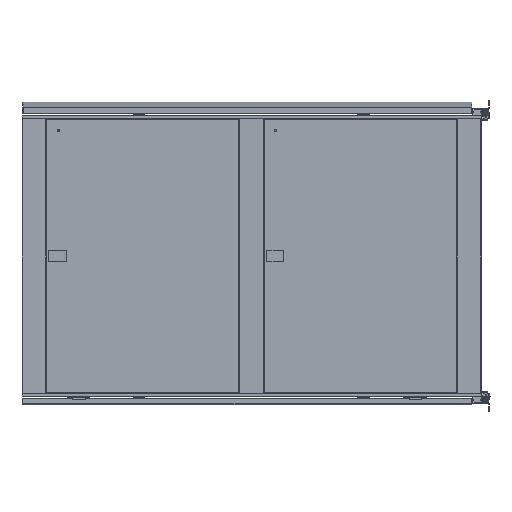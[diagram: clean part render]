
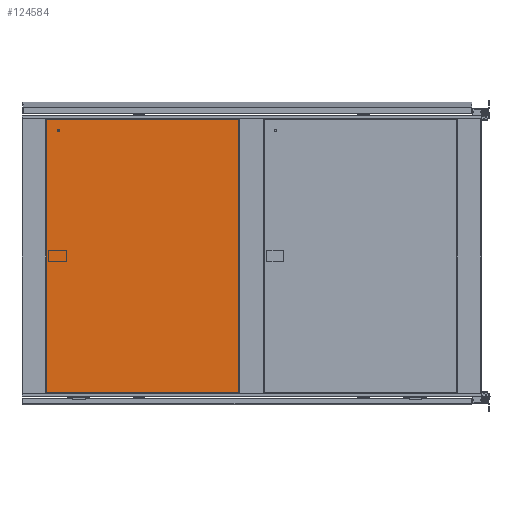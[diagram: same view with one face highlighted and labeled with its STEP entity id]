
A CAD part, left-side view. The second image highlights one B-rep face of the part: STEP entity #124584.
In plain terms, the highlighted face is planar.
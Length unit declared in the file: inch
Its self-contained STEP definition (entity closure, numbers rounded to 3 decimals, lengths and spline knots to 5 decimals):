
#3194 = ORIENTED_EDGE ( 'NONE', *, *, #158885, .T. ) ;
#4010 = DIRECTION ( 'NONE',  ( 0., 1., 0. ) ) ;
#17421 = VECTOR ( 'NONE', #42947, 39.37008 ) ;
#20075 = VECTOR ( 'NONE', #99517, 39.37008 ) ;
#25964 = FACE_OUTER_BOUND ( 'NONE', #140100, .T. ) ;
#26334 = VERTEX_POINT ( 'NONE', #86006 ) ;
#30849 = CARTESIAN_POINT ( 'NONE',  ( 22.89173, -16.17126, 0.04724 ) ) ;
#30919 = DIRECTION ( 'NONE',  ( -1., 0., 0. ) ) ;
#36995 = DIRECTION ( 'NONE',  ( 1., 0., 0. ) ) ;
#39282 = CARTESIAN_POINT ( 'NONE',  ( 22.89173, -16.12008, 0.04724 ) ) ;
#42265 = CARTESIAN_POINT ( 'NONE',  ( 22.94291, 16.12008, 0.04724 ) ) ;
#42947 = DIRECTION ( 'NONE',  ( 0., -1., 0. ) ) ;
#47497 = LINE ( 'NONE', #138686, #20075 ) ;
#56607 = CARTESIAN_POINT ( 'NONE',  ( 22.89173, 16.12008, 0.04724 ) ) ;
#61319 = DIRECTION ( 'NONE',  ( 0., 0., 1. ) ) ;
#67753 = CARTESIAN_POINT ( 'NONE',  ( -22.89173, 16.12008, 0.04724 ) ) ;
#69900 = CARTESIAN_POINT ( 'NONE',  ( -22.89173, -16.17126, 0.04724 ) ) ;
#77119 = EDGE_CURVE ( 'NONE', #26334, #169658, #47497, .T. ) ;
#78880 = PLANE ( 'NONE',  #128997 ) ;
#85562 = EDGE_CURVE ( 'NONE', #169658, #152033, #96719, .T. ) ;
#86006 = CARTESIAN_POINT ( 'NONE',  ( -22.89173, -16.12008, 0.04724 ) ) ;
#90416 = VECTOR ( 'NONE', #30919, 39.37008 ) ;
#92416 = VECTOR ( 'NONE', #4010, 39.37008 ) ;
#96719 = LINE ( 'NONE', #30849, #92416 ) ;
#97741 = ORIENTED_EDGE ( 'NONE', *, *, #155053, .T. ) ;
#97899 = ORIENTED_EDGE ( 'NONE', *, *, #77119, .T. ) ;
#99517 = DIRECTION ( 'NONE',  ( 1., 0., 0. ) ) ;
#100315 = CARTESIAN_POINT ( 'NONE',  ( 22.94291, -16.17126, 0.04724 ) ) ;
#110794 = LINE ( 'NONE', #42265, #90416 ) ;
#124584 = ADVANCED_FACE ( 'NONE', ( #25964 ), #78880, .T. ) ;
#128997 = AXIS2_PLACEMENT_3D ( 'NONE', #100315, #61319, #36995 ) ;
#138686 = CARTESIAN_POINT ( 'NONE',  ( 22.94291, -16.12008, 0.04724 ) ) ;
#140100 = EDGE_LOOP ( 'NONE', ( #97899, #144138, #3194, #97741 ) ) ;
#144138 = ORIENTED_EDGE ( 'NONE', *, *, #85562, .T. ) ;
#151378 = LINE ( 'NONE', #69900, #17421 ) ;
#152033 = VERTEX_POINT ( 'NONE', #56607 ) ;
#152330 = VERTEX_POINT ( 'NONE', #67753 ) ;
#155053 = EDGE_CURVE ( 'NONE', #152330, #26334, #151378, .T. ) ;
#158885 = EDGE_CURVE ( 'NONE', #152033, #152330, #110794, .T. ) ;
#169658 = VERTEX_POINT ( 'NONE', #39282 ) ;
